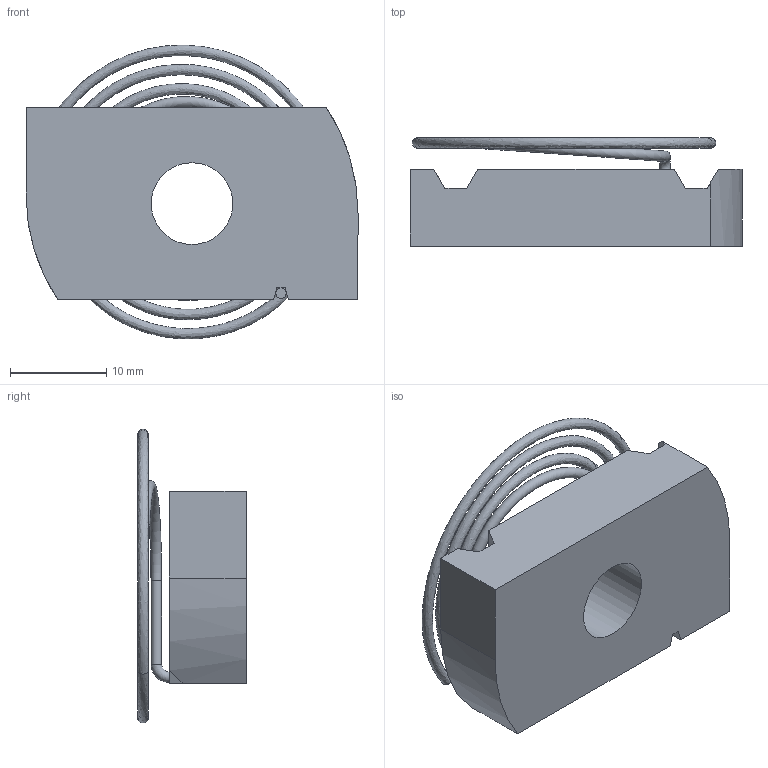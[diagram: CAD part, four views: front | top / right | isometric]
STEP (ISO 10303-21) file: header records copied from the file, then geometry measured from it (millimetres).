
FILE_DESCRIPTION (( 'STEP AP214' ), '1' );
FILE_NAME ('1147314.stp', '2023-02-22T09:14:06', ( '' ), ( '' ), 'SwSTEP 2.0', 'SolidWorks 2022', '' );
FILE_SCHEMA (( 'AUTOMOTIVE_DESIGN' ));
Length unit declared in the file: millimetre
Products named in the file (3): 164793_M10; 1147314; 164772_Gewinde A4 M10
Assembly tree (2 placements, depth 2):
  1147314
    164772_Gewinde A4 M10
    164793_M10
Bounding box: 34.5 x 11.28 x 30.52 mm (x, y, z)
Volume: 4880.3 mm3; surface area: 3373.8 mm2
Topology: 3 solids, 3 shells, 30 faces, 71 edges, 47 vertices
Faces by surface type: plane 22, cylinder 5, torus 2, bspline 1
Full cylindrical faces by diameter (mm): 1.1 x2, 8.5 x1
Entity records: 2015 total; most frequent: CARTESIAN_POINT 1237, DIRECTION 140, ORIENTED_EDGE 126, EDGE_CURVE 63, LINE 48, VECTOR 48, AXIS2_PLACEMENT_3D 46, VERTEX_POINT 45
